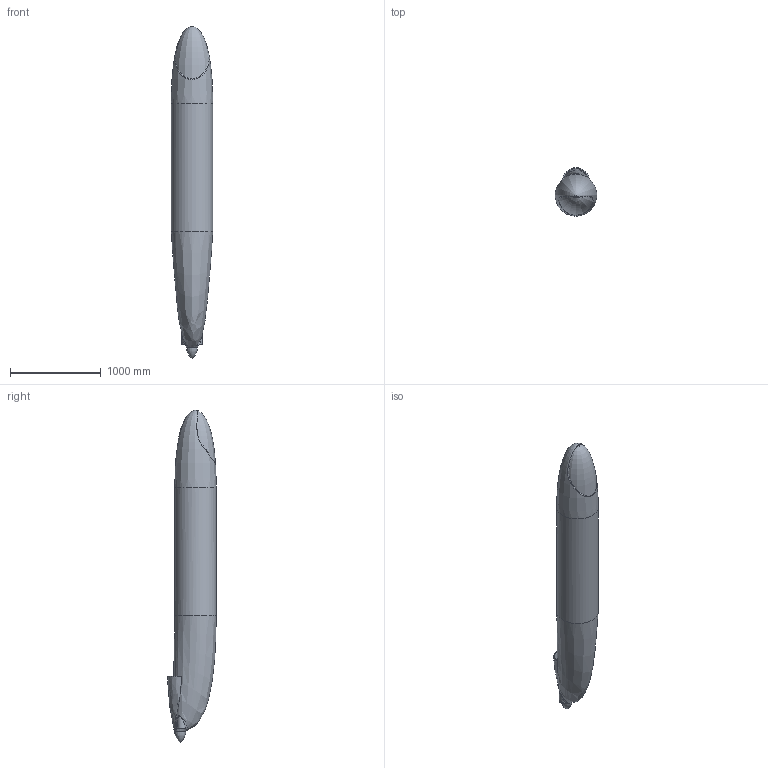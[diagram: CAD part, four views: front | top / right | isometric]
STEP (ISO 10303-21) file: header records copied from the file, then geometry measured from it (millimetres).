
FILE_DESCRIPTION(/* description */ (''),/* implementation_level */ '2;1');
FILE_NAME(/* name */ 'Fuselage (New).step',/* time_stamp */ '2022-01-05T13:21:32-08:00',/* author */ (''),/* organization */ (''),/* preprocessor_version */ 'ST-DEVELOPER v18.1',/* originating_system */ 'Autodesk Translation Framework v10.10.0.1391',/* authorisation */ '');
FILE_SCHEMA (('AUTOMOTIVE_DESIGN { 1 0 10303 214 3 1 1 }'));
Length unit declared in the file: foot
Products named in the file (1): Fuselage (New)
Bounding box: 457.2 x 533.4 x 3657.6 mm (x, y, z)
Volume: 464781561.7 mm3; surface area: 4941271.4 mm2
Topology: 1 solids, 1 shells, 34 faces, 106 edges, 68 vertices
Faces by surface type: bspline 18, plane 8, cylinder 6, torus 2
Full cylindrical faces by diameter (mm): 457.2 x1
Entity records: 4563 total; most frequent: CARTESIAN_POINT 3760, ORIENTED_EDGE 212, EDGE_CURVE 106, DIRECTION 85, B_SPLINE_CURVE_WITH_KNOTS 77, VERTEX_POINT 68, AXIS2_PLACEMENT_3D 41, EDGE_LOOP 36
